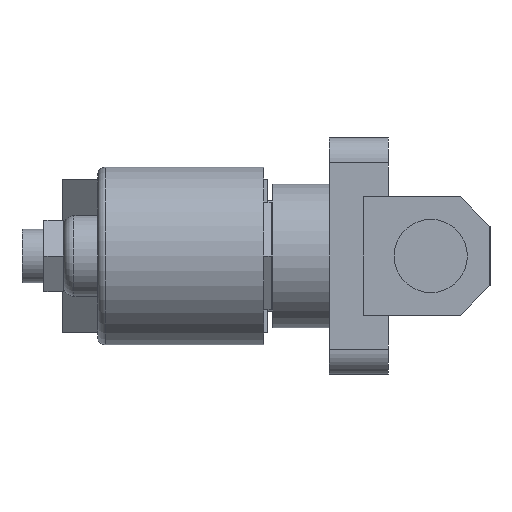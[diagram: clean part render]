
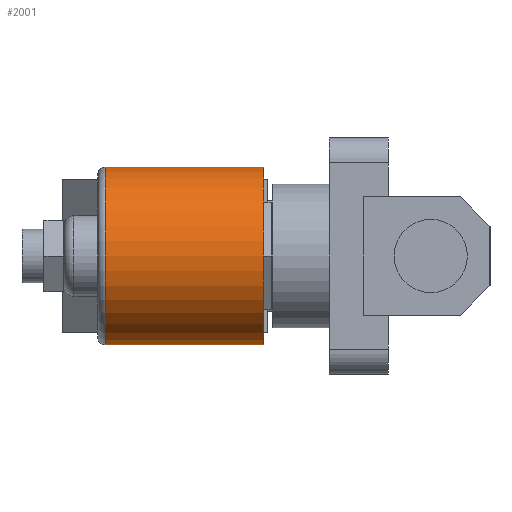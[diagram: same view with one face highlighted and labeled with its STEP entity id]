
A CAD part, left-side view. The second image highlights one B-rep face of the part: STEP entity #2001.
In plain terms, the highlighted cylindrical face has radius 21 mm (diameter 42 mm), a partial arc.
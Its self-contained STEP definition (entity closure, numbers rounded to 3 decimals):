
#73 = EDGE_LOOP ( 'NONE', ( #98, #2593, #2251, #2384 ) ) ;
#86 = CIRCLE ( 'NONE', #666, 21. ) ;
#98 = ORIENTED_EDGE ( 'NONE', *, *, #979, .F. ) ;
#227 = DIRECTION ( 'NONE',  ( 0., -1., 0. ) ) ;
#432 = DIRECTION ( 'NONE',  ( 0., 0., 1. ) ) ;
#440 = FACE_OUTER_BOUND ( 'NONE', #73, .T. ) ;
#594 = CARTESIAN_POINT ( 'NONE',  ( 0., 46.82, 21. ) ) ;
#666 = AXIS2_PLACEMENT_3D ( 'NONE', #1419, #2653, #432 ) ;
#675 = CIRCLE ( 'NONE', #2427, 21. ) ;
#688 = CARTESIAN_POINT ( 'NONE',  ( 0., 48.62, 0. ) ) ;
#714 = CYLINDRICAL_SURFACE ( 'NONE', #2259, 21. ) ;
#774 = CARTESIAN_POINT ( 'NONE',  ( 0., 48.62, 21. ) ) ;
#965 = DIRECTION ( 'NONE',  ( 0., 0., 1. ) ) ;
#979 = EDGE_CURVE ( 'NONE', #2300, #1247, #3002, .T. ) ;
#1188 = VECTOR ( 'NONE', #2213, 1000. ) ;
#1220 = CARTESIAN_POINT ( 'NONE',  ( 0., 48.62, -21. ) ) ;
#1247 = VERTEX_POINT ( 'NONE', #1420 ) ;
#1402 = EDGE_CURVE ( 'NONE', #1558, #1247, #675, .T. ) ;
#1419 = CARTESIAN_POINT ( 'NONE',  ( 0., 46.82, 0. ) ) ;
#1420 = CARTESIAN_POINT ( 'NONE',  ( 0., 9.42, 21. ) ) ;
#1429 = DIRECTION ( 'NONE',  ( 0., 0., -1. ) ) ;
#1558 = VERTEX_POINT ( 'NONE', #1621 ) ;
#1621 = CARTESIAN_POINT ( 'NONE',  ( 0., 9.42, -21. ) ) ;
#1638 = EDGE_CURVE ( 'NONE', #2300, #2194, #86, .T. ) ;
#1714 = DIRECTION ( 'NONE',  ( 0., -1., 0. ) ) ;
#1843 = LINE ( 'NONE', #1220, #2632 ) ;
#1902 = EDGE_CURVE ( 'NONE', #2194, #1558, #1843, .T. ) ;
#2001 = ADVANCED_FACE ( 'NONE', ( #440 ), #714, .T. ) ;
#2075 = DIRECTION ( 'NONE',  ( 0., 1., 0. ) ) ;
#2194 = VERTEX_POINT ( 'NONE', #2802 ) ;
#2213 = DIRECTION ( 'NONE',  ( 0., -1., 0. ) ) ;
#2251 = ORIENTED_EDGE ( 'NONE', *, *, #1902, .T. ) ;
#2259 = AXIS2_PLACEMENT_3D ( 'NONE', #688, #1714, #1429 ) ;
#2300 = VERTEX_POINT ( 'NONE', #594 ) ;
#2384 = ORIENTED_EDGE ( 'NONE', *, *, #1402, .T. ) ;
#2427 = AXIS2_PLACEMENT_3D ( 'NONE', #3037, #2075, #965 ) ;
#2593 = ORIENTED_EDGE ( 'NONE', *, *, #1638, .T. ) ;
#2632 = VECTOR ( 'NONE', #227, 1000. ) ;
#2653 = DIRECTION ( 'NONE',  ( 0., -1., 0. ) ) ;
#2802 = CARTESIAN_POINT ( 'NONE',  ( 0., 46.82, -21. ) ) ;
#3002 = LINE ( 'NONE', #774, #1188 ) ;
#3037 = CARTESIAN_POINT ( 'NONE',  ( 0., 9.42, 0. ) ) ;
